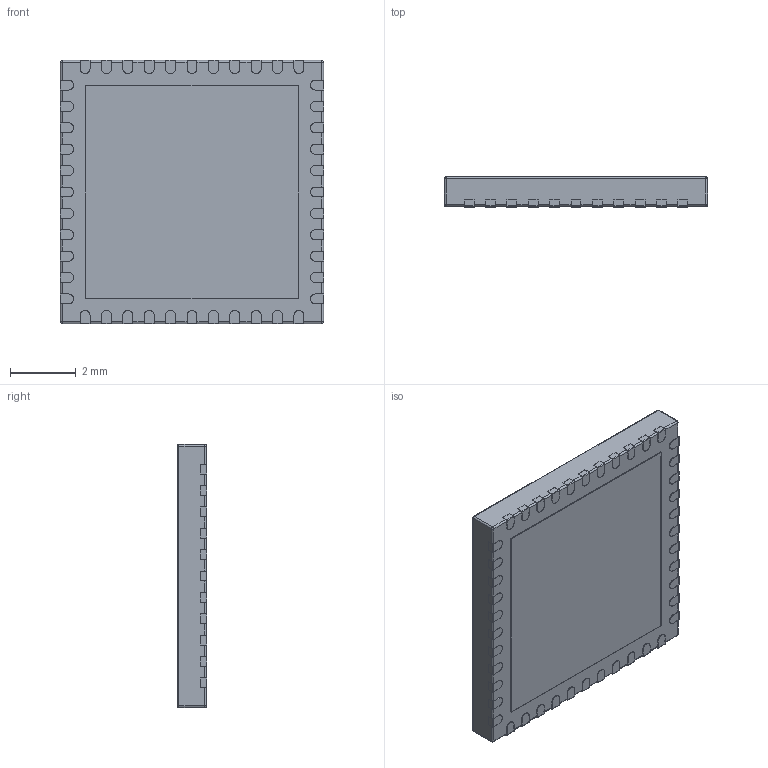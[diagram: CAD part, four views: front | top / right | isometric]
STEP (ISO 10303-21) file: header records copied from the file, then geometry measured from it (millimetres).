
FILE_DESCRIPTION (( 'STEP AP214' ), '1' );
FILE_NAME ('User Library-QFN44_8x8.STEP', '2014-07-16T09:35:17', ( 'Windows User' ), ( '' ), 'SwSTEP 2.0', 'SolidWorks 2014', '' );
FILE_SCHEMA (( 'AUTOMOTIVE_DESIGN' ));
Length unit declared in the file: millimetre
Products named in the file (1): User Library-QFN44_8x8
Bounding box: 8.02 x 0.9 x 8.02 mm (x, y, z)
Volume: 57.2 mm3; surface area: 157.7 mm2
Topology: 1 solids, 1 shells, 660 faces, 1901 edges, 1254 vertices
Faces by surface type: plane 382, cylinder 190, bspline 80, sphere 8
Entity records: 31999 total; most frequent: CARTESIAN_POINT 7608, ORIENTED_EDGE 3786, DIRECTION 3275, EDGE_CURVE 1893, LINE 1353, VECTOR 1353, VERTEX_POINT 1254, AXIS2_PLACEMENT_3D 961
